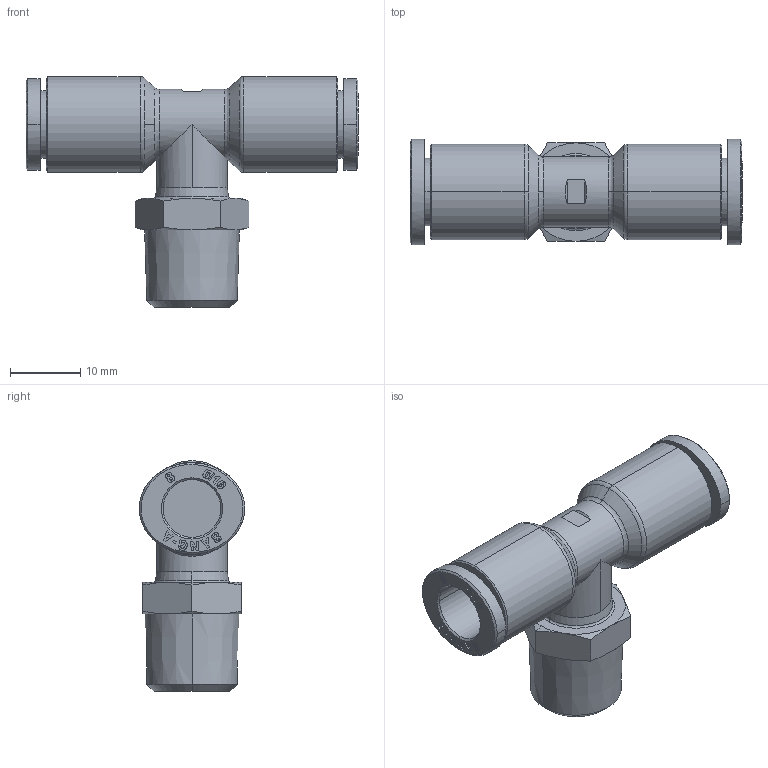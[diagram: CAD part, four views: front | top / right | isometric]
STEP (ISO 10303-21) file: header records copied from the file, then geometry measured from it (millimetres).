
FILE_DESCRIPTION (( 'STEP AP214' ), '1' );
FILE_NAME ('PT08-02.stp', '2015-09-25T13:19:51', ( '' ), ( '' ), 'SwSTEP 2.0', 'SolidWorks 2015', '' );
FILE_SCHEMA (( 'AUTOMOTIVE_DESIGN' ));
Length unit declared in the file: millimetre
Products named in the file (2): ｦ+ﾃｦ1; PT08-02
Assembly tree (1 placements, depth 2):
  PT08-02
    ｦ+ﾃｦ1
Bounding box: 47.2 x 15 x 32.8 mm (x, y, z)
Volume: 6273 mm3; surface area: 4668.8 mm2
Topology: 1 solids, 1 shells, 829 faces, 2320 edges, 1533 vertices
Faces by surface type: plane 686, bspline 64, cone 40, cylinder 33, torus 6
Entity records: 28718 total; most frequent: CARTESIAN_POINT 7188, ORIENTED_EDGE 4636, DIRECTION 3806, EDGE_CURVE 2318, LINE 2004, VECTOR 2004, VERTEX_POINT 1533, AXIS2_PLACEMENT_3D 901
